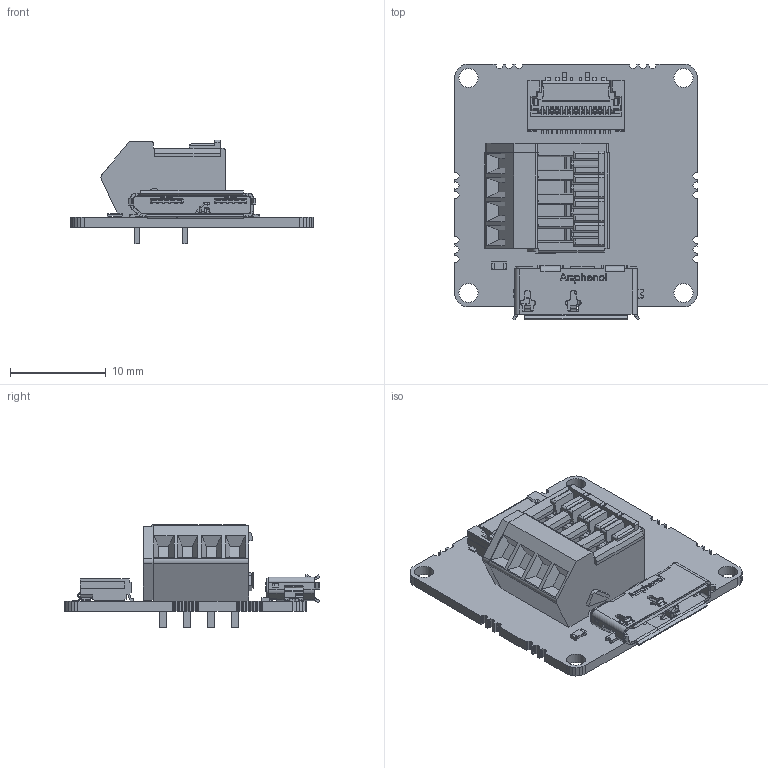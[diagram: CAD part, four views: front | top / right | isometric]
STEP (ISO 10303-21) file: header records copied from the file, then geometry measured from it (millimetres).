
FILE_DESCRIPTION(('Open CASCADE Model'),'2;1');
FILE_NAME('Open CASCADE Shape Model','2015-04-09T16:59:46',('Author'),( 'Open CASCADE'),'Open CASCADE STEP processor 6.2','Open CASCADE 6.2' ,'Unknown');
FILE_SCHEMA(('AUTOMOTIVE_DESIGN { 1 0 10303 214 1 1 1 1 }'));
Length unit declared in the file: millimetre
Products named in the file (12): PCB; Board; R1; ChipRes(0603); J1; 5022441530; Open CASCADE STEP translator 6.2 1.3.1.1; Open CASCADE STEP translator 6.2 1.3.1.2; J2; 218_104_2_14a; J3; GSB343133HR_igs
Assembly tree (11 placements, depth 4):
  PCB
    Board
    R1
      ChipRes(0603)
    J1
      5022441530
        Open CASCADE STEP translator 6.2 1.3.1.1
        Open CASCADE STEP translator 6.2 1.3.1.2
    J2
      218_104_2_14a
    J3
      GSB343133HR_igs
Bounding box: 25.43 x 26.79 x 10.85 mm (x, y, z)
Volume: 1647.9 mm3; surface area: 3173.7 mm2
Topology: 4 solids, 1714 shells, 3327 faces, 14065 edges, 12429 vertices
Faces by surface type: plane 2754, cylinder 564, sphere 7, cone 2
Full cylindrical faces by diameter (mm): 2 x4
Entity records: 297140 total; most frequent: CARTESIAN_POINT 67624, DIRECTION 35041, LINE 25785, VECTOR 25785, ORIENTED_EDGE 18960, PCURVE 18960, DEFINITIONAL_REPRESENTATION 18960, EDGE_CURVE 13983
